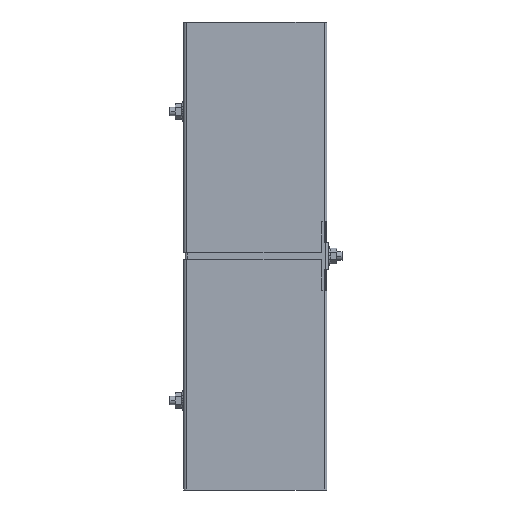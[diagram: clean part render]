
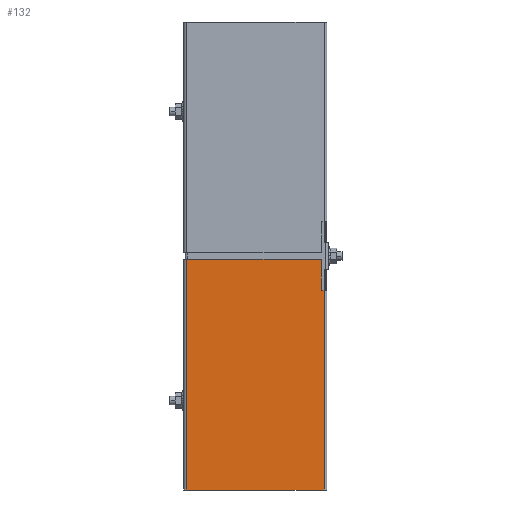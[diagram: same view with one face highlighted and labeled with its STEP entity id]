
A CAD part, front view. The second image highlights one B-rep face of the part: STEP entity #132.
In plain terms, the highlighted planar face has unit normal (0, -1, 0).
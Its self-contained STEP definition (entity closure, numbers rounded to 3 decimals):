
#132 = ADVANCED_FACE ( 'NONE', ( #5787 ), #5478, .F. ) ;
#371 = EDGE_LOOP ( 'NONE', ( #4813, #1813, #428, #6160, #8354, #7126 ) ) ;
#428 = ORIENTED_EDGE ( 'NONE', *, *, #3393, .T. ) ;
#438 = CARTESIAN_POINT ( 'NONE',  ( 48., 0., -25. ) ) ;
#469 = CARTESIAN_POINT ( 'NONE',  ( 48., 0., -2.5 ) ) ;
#562 = DIRECTION ( 'NONE',  ( 0., 1., 0. ) ) ;
#1813 = ORIENTED_EDGE ( 'NONE', *, *, #5400, .T. ) ;
#2278 = DIRECTION ( 'NONE',  ( 0., 0., -1. ) ) ;
#2374 = DIRECTION ( 'NONE',  ( 1., 0., 0. ) ) ;
#2648 = VERTEX_POINT ( 'NONE', #4730 ) ;
#3393 = EDGE_CURVE ( 'NONE', #9393, #2648, #3799, .T. ) ;
#3425 = CARTESIAN_POINT ( 'NONE',  ( -20., 0., -2.5 ) ) ;
#3755 = VERTEX_POINT ( 'NONE', #4358 ) ;
#3799 = LINE ( 'NONE', #3876, #5924 ) ;
#3874 = VECTOR ( 'NONE', #9786, 1000. ) ;
#3876 = CARTESIAN_POINT ( 'NONE',  ( -50., 0., 170. ) ) ;
#4090 = CARTESIAN_POINT ( 'NONE',  ( 48., 0., 25. ) ) ;
#4358 = CARTESIAN_POINT ( 'NONE',  ( 50., 0., -25. ) ) ;
#4603 = EDGE_CURVE ( 'NONE', #2648, #5956, #5015, .T. ) ;
#4672 = CARTESIAN_POINT ( 'NONE',  ( 50., 0., 170. ) ) ;
#4723 = EDGE_CURVE ( 'NONE', #9294, #8467, #5891, .T. ) ;
#4730 = CARTESIAN_POINT ( 'NONE',  ( -50., 0., -170. ) ) ;
#4746 = CARTESIAN_POINT ( 'NONE',  ( 50., 0., -170. ) ) ;
#4813 = ORIENTED_EDGE ( 'NONE', *, *, #4723, .F. ) ;
#4889 = DIRECTION ( 'NONE',  ( 0., 0., -1. ) ) ;
#5015 = LINE ( 'NONE', #7929, #6897 ) ;
#5400 = EDGE_CURVE ( 'NONE', #9294, #9393, #10231, .T. ) ;
#5478 = PLANE ( 'NONE',  #9230 ) ;
#5787 = FACE_OUTER_BOUND ( 'NONE', #371, .T. ) ;
#5891 = LINE ( 'NONE', #4090, #7752 ) ;
#5924 = VECTOR ( 'NONE', #2278, 1000. ) ;
#5956 = VERTEX_POINT ( 'NONE', #4746 ) ;
#5976 = VECTOR ( 'NONE', #6900, 1000. ) ;
#6105 = CARTESIAN_POINT ( 'NONE',  ( 48., 0., -25. ) ) ;
#6145 = DIRECTION ( 'NONE',  ( 0., 0., 1. ) ) ;
#6160 = ORIENTED_EDGE ( 'NONE', *, *, #4603, .T. ) ;
#6897 = VECTOR ( 'NONE', #2374, 1000. ) ;
#6900 = DIRECTION ( 'NONE',  ( 1., 0., 0. ) ) ;
#7014 = CARTESIAN_POINT ( 'NONE',  ( -50., 0., -2.5 ) ) ;
#7126 = ORIENTED_EDGE ( 'NONE', *, *, #8746, .F. ) ;
#7410 = EDGE_CURVE ( 'NONE', #3755, #5956, #8351, .T. ) ;
#7571 = DIRECTION ( 'NONE',  ( 0., 0., -1. ) ) ;
#7752 = VECTOR ( 'NONE', #4889, 1000. ) ;
#7929 = CARTESIAN_POINT ( 'NONE',  ( 50., 0., -170. ) ) ;
#8107 = VECTOR ( 'NONE', #7571, 1000. ) ;
#8351 = LINE ( 'NONE', #9157, #8107 ) ;
#8354 = ORIENTED_EDGE ( 'NONE', *, *, #7410, .F. ) ;
#8467 = VERTEX_POINT ( 'NONE', #438 ) ;
#8746 = EDGE_CURVE ( 'NONE', #8467, #3755, #10206, .T. ) ;
#9157 = CARTESIAN_POINT ( 'NONE',  ( 50., 0., 170. ) ) ;
#9230 = AXIS2_PLACEMENT_3D ( 'NONE', #4672, #562, #6145 ) ;
#9294 = VERTEX_POINT ( 'NONE', #469 ) ;
#9393 = VERTEX_POINT ( 'NONE', #7014 ) ;
#9786 = DIRECTION ( 'NONE',  ( -1., 0., 0. ) ) ;
#10206 = LINE ( 'NONE', #6105, #5976 ) ;
#10231 = LINE ( 'NONE', #3425, #3874 ) ;
